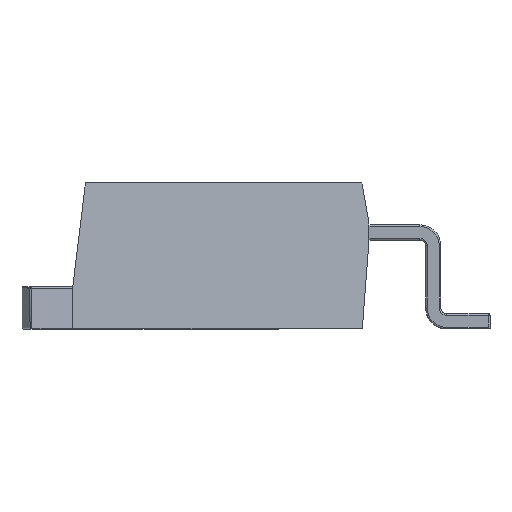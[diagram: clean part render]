
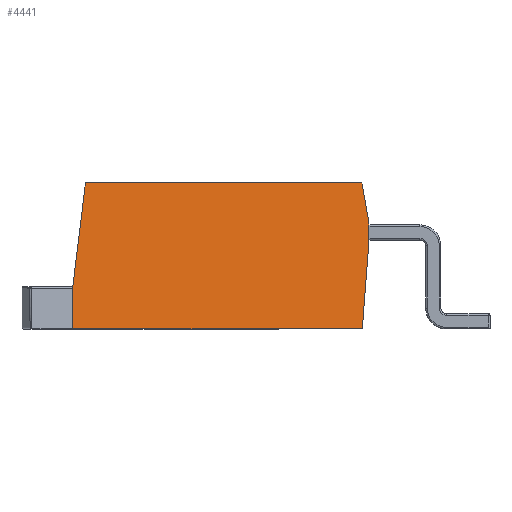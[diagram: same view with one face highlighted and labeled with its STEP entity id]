
A CAD part, left-side view. The second image highlights one B-rep face of the part: STEP entity #4441.
In plain terms, the highlighted planar face has unit normal (-0.994, 0, 0.113).
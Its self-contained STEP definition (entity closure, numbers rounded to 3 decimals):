
#192 = VERTEX_POINT ( 'NONE', #13374 ) ;
#351 = CARTESIAN_POINT ( 'NONE',  ( -4.612, 4.445, 4.381 ) ) ;
#757 = VECTOR ( 'NONE', #12084, 1000. ) ;
#905 = EDGE_CURVE ( 'NONE', #192, #15842, #2978, .T. ) ;
#1053 = DIRECTION ( 'NONE',  ( 0., -1., 0. ) ) ;
#1266 = LINE ( 'NONE', #14559, #3402 ) ;
#1761 = CARTESIAN_POINT ( 'NONE',  ( -4.556, 4.005, 4.867 ) ) ;
#2353 = CARTESIAN_POINT ( 'NONE',  ( -4.612, 0., 4.381 ) ) ;
#2498 = DIRECTION ( 'NONE',  ( -0.113, 0., -0.994 ) ) ;
#2509 = ORIENTED_EDGE ( 'NONE', *, *, #15200, .T. ) ;
#2860 = CARTESIAN_POINT ( 'NONE',  ( -4.65, -4.549, 4.044 ) ) ;
#2978 = LINE ( 'NONE', #351, #757 ) ;
#3402 = VECTOR ( 'NONE', #2498, 1000. ) ;
#3421 = DIRECTION ( 'NONE',  ( 0., -1., 0. ) ) ;
#3511 = FACE_OUTER_BOUND ( 'NONE', #7066, .T. ) ;
#3856 = CARTESIAN_POINT ( 'NONE',  ( -5.112, -4.245, 0. ) ) ;
#4001 = AXIS2_PLACEMENT_3D ( 'NONE', #10005, #15330, #3421 ) ;
#4441 = ADVANCED_FACE ( 'NONE', ( #3511 ), #14113, .F. ) ;
#4587 = EDGE_CURVE ( 'NONE', #10465, #9255, #11534, .T. ) ;
#4959 = DIRECTION ( 'NONE',  ( 0., -1., 0. ) ) ;
#5006 = VERTEX_POINT ( 'NONE', #10520 ) ;
#5242 = ORIENTED_EDGE ( 'NONE', *, *, #10697, .F. ) ;
#5315 = DIRECTION ( 'NONE',  ( 0.113, -0.074, 0.991 ) ) ;
#5470 = ORIENTED_EDGE ( 'NONE', *, *, #14856, .T. ) ;
#5995 = CARTESIAN_POINT ( 'NONE',  ( -4.53, -4.107, 5.096 ) ) ;
#6588 = EDGE_CURVE ( 'NONE', #5006, #9255, #14160, .T. ) ;
#7066 = EDGE_LOOP ( 'NONE', ( #12582, #5470, #5242, #13680, #9809, #2509, #16605 ) ) ;
#7529 = LINE ( 'NONE', #9962, #14377 ) ;
#7653 = VECTOR ( 'NONE', #13323, 1000. ) ;
#8092 = CARTESIAN_POINT ( 'NONE',  ( -4.612, 4.064, 4.381 ) ) ;
#8831 = VECTOR ( 'NONE', #11342, 1000. ) ;
#9078 = VECTOR ( 'NONE', #5315, 1000. ) ;
#9255 = VERTEX_POINT ( 'NONE', #15442 ) ;
#9398 = CARTESIAN_POINT ( 'NONE',  ( -4.808, -4.445, 2.66 ) ) ;
#9548 = VERTEX_POINT ( 'NONE', #3856 ) ;
#9809 = ORIENTED_EDGE ( 'NONE', *, *, #4587, .F. ) ;
#9962 = CARTESIAN_POINT ( 'NONE',  ( -5.112, -4.445, 0. ) ) ;
#10005 = CARTESIAN_POINT ( 'NONE',  ( -4.612, 0., 4.381 ) ) ;
#10465 = VERTEX_POINT ( 'NONE', #8092 ) ;
#10520 = CARTESIAN_POINT ( 'NONE',  ( -4.749, -4.445, 3.181 ) ) ;
#10697 = EDGE_CURVE ( 'NONE', #5006, #13488, #1266, .T. ) ;
#11342 = DIRECTION ( 'NONE',  ( 0.112, 0.173, 0.979 ) ) ;
#11389 = EDGE_CURVE ( 'NONE', #192, #9548, #7529, .T. ) ;
#11534 = LINE ( 'NONE', #2353, #12292 ) ;
#12084 = DIRECTION ( 'NONE',  ( 0.113, 0., 0.994 ) ) ;
#12292 = VECTOR ( 'NONE', #1053, 1000. ) ;
#12582 = ORIENTED_EDGE ( 'NONE', *, *, #11389, .T. ) ;
#13323 = DIRECTION ( 'NONE',  ( -0.113, 0.121, -0.986 ) ) ;
#13374 = CARTESIAN_POINT ( 'NONE',  ( -5.112, 4.445, 0. ) ) ;
#13488 = VERTEX_POINT ( 'NONE', #9398 ) ;
#13678 = LINE ( 'NONE', #1761, #7653 ) ;
#13680 = ORIENTED_EDGE ( 'NONE', *, *, #6588, .T. ) ;
#14113 = PLANE ( 'NONE',  #4001 ) ;
#14160 = LINE ( 'NONE', #5995, #8831 ) ;
#14377 = VECTOR ( 'NONE', #4959, 1000. ) ;
#14559 = CARTESIAN_POINT ( 'NONE',  ( -4.612, -4.445, 4.381 ) ) ;
#14670 = LINE ( 'NONE', #2860, #9078 ) ;
#14856 = EDGE_CURVE ( 'NONE', #9548, #13488, #14670, .T. ) ;
#14929 = CARTESIAN_POINT ( 'NONE',  ( -4.966, 4.445, 1.281 ) ) ;
#15200 = EDGE_CURVE ( 'NONE', #10465, #15842, #13678, .T. ) ;
#15330 = DIRECTION ( 'NONE',  ( 0.994, 0., -0.113 ) ) ;
#15442 = CARTESIAN_POINT ( 'NONE',  ( -4.612, -4.233, 4.381 ) ) ;
#15842 = VERTEX_POINT ( 'NONE', #14929 ) ;
#16605 = ORIENTED_EDGE ( 'NONE', *, *, #905, .F. ) ;
